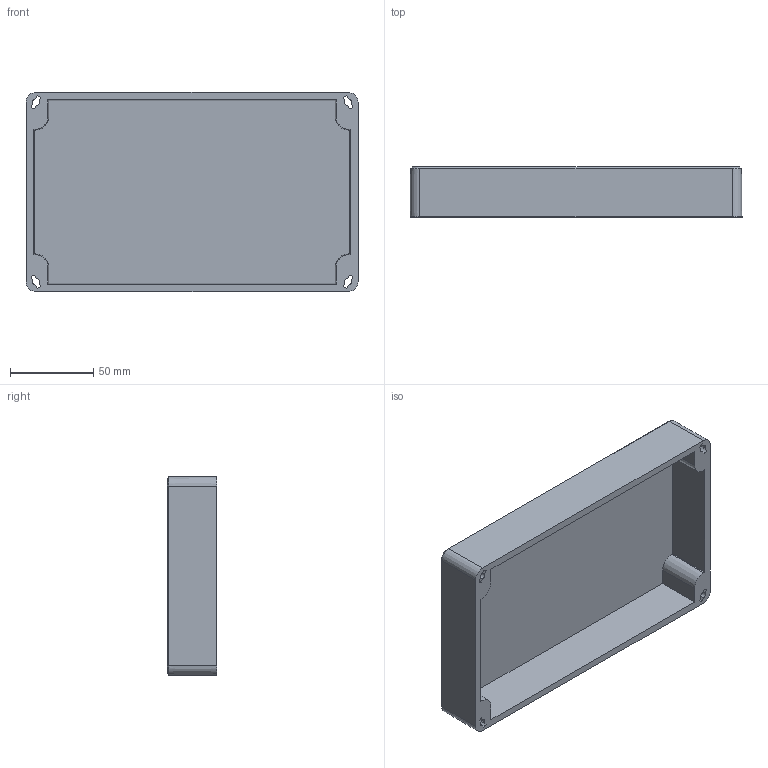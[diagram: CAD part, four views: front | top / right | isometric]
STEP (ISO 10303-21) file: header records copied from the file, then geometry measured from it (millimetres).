
FILE_DESCRIPTION (( 'STEP AP203' ), '1' );
FILE_NAME ('FIBOX_EU122003C.STEP', '2005-08-03T08:04:19', ( ' ' ), ( ' ' ), 'SwSTEP 2.0', 'SolidWorks 2005187', '' );
FILE_SCHEMA (( 'CONFIG_CONTROL_DESIGN' ));
Length unit declared in the file: millimetre
Products named in the file (1): FIBOX_EU122003C
Bounding box: 200 x 30 x 120 mm (x, y, z)
Volume: 157437.7 mm3; surface area: 84648.3 mm2
Topology: 1 solids, 1 shells, 75 faces, 208 edges, 136 vertices
Faces by surface type: plane 47, cylinder 16, cone 12
Entity records: 2499 total; most frequent: DIRECTION 428, CARTESIAN_POINT 420, ORIENTED_EDGE 416, EDGE_CURVE 208, AXIS2_PLACEMENT_3D 144, VECTOR 140, LINE 140, VERTEX_POINT 136
